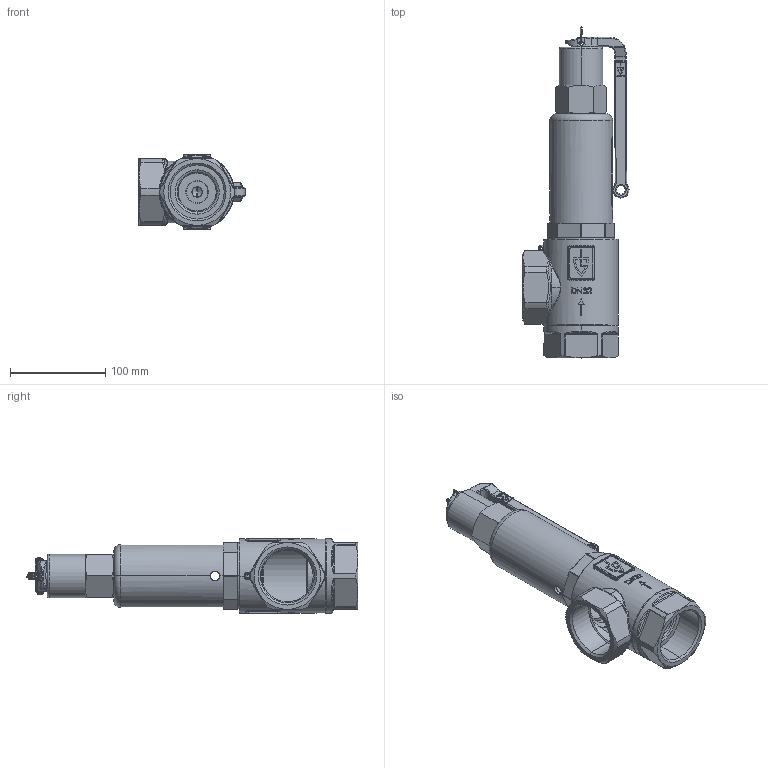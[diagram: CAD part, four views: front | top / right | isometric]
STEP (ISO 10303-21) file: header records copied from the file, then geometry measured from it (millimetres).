
FILE_DESCRIPTION (( 'STEP AP214' ), '1' );
FILE_NAME ('451sXL-32-F+F-50+50.STEP', '2015-09-01T07:55:14', ( '' ), ( '' ), 'SwSTEP 2.0', 'SolidWorks 2014', '' );
FILE_SCHEMA (( 'AUTOMOTIVE_DESIGN' ));
Length unit declared in the file: millimetre
Products named in the file (1): 451sXL-32-F+F-50+50
Bounding box: 111.2 x 348.11 x 79 mm (x, y, z)
Volume: 435633.5 mm3; surface area: 183780.6 mm2
Topology: 9 solids, 9 shells, 964 faces, 2396 edges, 1486 vertices
Faces by surface type: plane 334, cylinder 295, bspline 137, torus 111, cone 75, sphere 12
Entity records: 46984 total; most frequent: CARTESIAN_POINT 14218, ORIENTED_EDGE 4788, DIRECTION 4433, EDGE_CURVE 2394, AXIS2_PLACEMENT_3D 1713, VERTEX_POINT 1486, EDGE_LOOP 1032, VECTOR 1007
